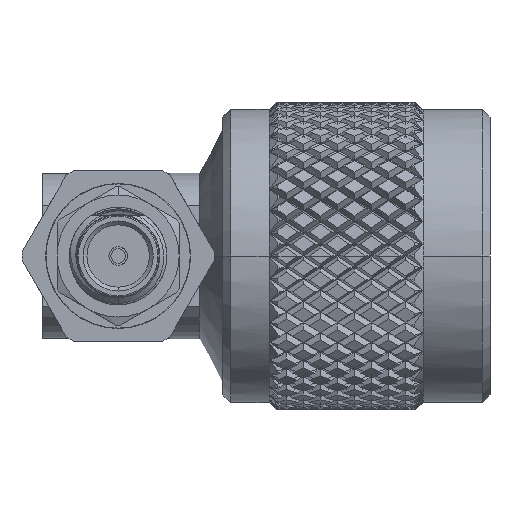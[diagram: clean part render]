
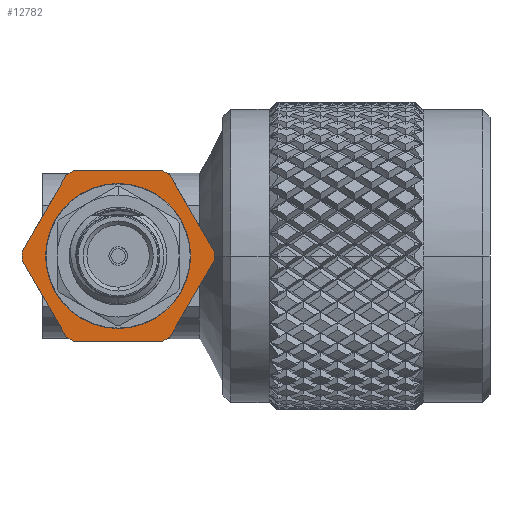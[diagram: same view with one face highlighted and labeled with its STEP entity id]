
A CAD part, left-side view. The second image highlights one B-rep face of the part: STEP entity #12782.
In plain terms, the highlighted face is planar.
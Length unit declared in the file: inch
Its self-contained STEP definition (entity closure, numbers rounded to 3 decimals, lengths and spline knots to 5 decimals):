
#212 = DIRECTION ( 'NONE',  ( 1., 0., 0. ) ) ;
#1265 = CARTESIAN_POINT ( 'NONE',  ( 0.20805, 0.13247, 0. ) ) ;
#1756 = DIRECTION ( 'NONE',  ( 0., 0., 1. ) ) ;
#2614 = ORIENTED_EDGE ( 'NONE', *, *, #15241, .T. ) ;
#2660 = CIRCLE ( 'NONE', #42068, 0.24665 ) ;
#3518 = CARTESIAN_POINT ( 'NONE',  ( -0.0107, 0.24642, 0. ) ) ;
#3897 = AXIS2_PLACEMENT_3D ( 'NONE', #105073, #99251, #212 ) ;
#4198 = VERTEX_POINT ( 'NONE', #38904 ) ;
#4272 = CARTESIAN_POINT ( 'NONE',  ( 0.21875, 0.11394, 0. ) ) ;
#4576 = DIRECTION ( 'NONE',  ( 0., 1., 0. ) ) ;
#4639 = VERTEX_POINT ( 'NONE', #3518 ) ;
#5371 = CARTESIAN_POINT ( 'NONE',  ( 0.21875, -0.1263, 0. ) ) ;
#5758 = ORIENTED_EDGE ( 'NONE', *, *, #62172, .T. ) ;
#6363 = LINE ( 'NONE', #82828, #99821 ) ;
#6767 = ORIENTED_EDGE ( 'NONE', *, *, #38576, .T. ) ;
#9405 = EDGE_CURVE ( 'NONE', #4198, #51343, #59151, .T. ) ;
#11158 = DIRECTION ( 'NONE',  ( 1., 0., 0. ) ) ;
#12782 = ADVANCED_FACE ( 'NONE', ( #46126, #94849 ), #107978, .T. ) ;
#13953 = VERTEX_POINT ( 'NONE', #1265 ) ;
#14433 = CIRCLE ( 'NONE', #3897, 0.186 ) ;
#14995 = DIRECTION ( 'NONE',  ( 1., 0., 0. ) ) ;
#15241 = EDGE_CURVE ( 'NONE', #58673, #24626, #17444, .T. ) ;
#15921 = VERTEX_POINT ( 'NONE', #27774 ) ;
#16842 = CARTESIAN_POINT ( 'NONE',  ( 0.20805, -0.13247, 0. ) ) ;
#17444 = LINE ( 'NONE', #85031, #54983 ) ;
#17694 = CIRCLE ( 'NONE', #62374, 0.24665 ) ;
#18105 = DIRECTION ( 'NONE',  ( 0.866, 0.5, 0. ) ) ;
#18721 = LINE ( 'NONE', #111332, #38336 ) ;
#19263 = CARTESIAN_POINT ( 'NONE',  ( 0., -0.25259, 0. ) ) ;
#19531 = DIRECTION ( 'NONE',  ( 1., 0., 0. ) ) ;
#19616 = CIRCLE ( 'NONE', #53601, 0.24665 ) ;
#22459 = ORIENTED_EDGE ( 'NONE', *, *, #25381, .T. ) ;
#22633 = DIRECTION ( 'NONE',  ( 1., 0., 0. ) ) ;
#24626 = VERTEX_POINT ( 'NONE', #74489 ) ;
#25353 = DIRECTION ( 'NONE',  ( 1., 0., 0. ) ) ;
#25381 = EDGE_CURVE ( 'NONE', #90232, #4639, #51428, .T. ) ;
#26668 = EDGE_CURVE ( 'NONE', #73064, #15921, #33089, .T. ) ;
#27774 = CARTESIAN_POINT ( 'NONE',  ( 0.186, 0., 0. ) ) ;
#29302 = LINE ( 'NONE', #93078, #37688 ) ;
#29358 = CARTESIAN_POINT ( 'NONE',  ( -0.21875, 0.11394, 0. ) ) ;
#29458 = DIRECTION ( 'NONE',  ( 1., 0., 0. ) ) ;
#33089 = CIRCLE ( 'NONE', #115697, 0.186 ) ;
#34218 = VERTEX_POINT ( 'NONE', #29358 ) ;
#34770 = EDGE_CURVE ( 'NONE', #13953, #90232, #29302, .T. ) ;
#35487 = VECTOR ( 'NONE', #18105, 39.37008 ) ;
#36002 = ORIENTED_EDGE ( 'NONE', *, *, #26668, .F. ) ;
#37523 = CARTESIAN_POINT ( 'NONE',  ( -0.21875, -0.11394, 0. ) ) ;
#37688 = VECTOR ( 'NONE', #112911, 39.37008 ) ;
#38336 = VECTOR ( 'NONE', #48258, 39.37008 ) ;
#38576 = EDGE_CURVE ( 'NONE', #24626, #4198, #19616, .T. ) ;
#38904 = CARTESIAN_POINT ( 'NONE',  ( 0.0107, -0.24642, 0. ) ) ;
#40444 = VERTEX_POINT ( 'NONE', #37523 ) ;
#40832 = EDGE_CURVE ( 'NONE', #51343, #55587, #76593, .T. ) ;
#41189 = CARTESIAN_POINT ( 'NONE',  ( 0., 0., 0. ) ) ;
#42068 = AXIS2_PLACEMENT_3D ( 'NONE', #73803, #109714, #29458 ) ;
#44339 = AXIS2_PLACEMENT_3D ( 'NONE', #55215, #1756, #11158 ) ;
#46126 = FACE_BOUND ( 'NONE', #100008, .T. ) ;
#46851 = CARTESIAN_POINT ( 'NONE',  ( 0., 0., 0. ) ) ;
#48139 = EDGE_CURVE ( 'NONE', #55587, #80132, #81239, .T. ) ;
#48258 = DIRECTION ( 'NONE',  ( 0., -1., 0. ) ) ;
#48278 = CARTESIAN_POINT ( 'NONE',  ( 0.0107, 0.24642, 0. ) ) ;
#48461 = CARTESIAN_POINT ( 'NONE',  ( 0., 0., 0. ) ) ;
#49391 = ORIENTED_EDGE ( 'NONE', *, *, #101667, .F. ) ;
#50566 = CARTESIAN_POINT ( 'NONE',  ( 0., 0., 0. ) ) ;
#50680 = VECTOR ( 'NONE', #4576, 39.37008 ) ;
#51343 = VERTEX_POINT ( 'NONE', #16842 ) ;
#51428 = CIRCLE ( 'NONE', #76768, 0.24665 ) ;
#53582 = ORIENTED_EDGE ( 'NONE', *, *, #108938, .T. ) ;
#53601 = AXIS2_PLACEMENT_3D ( 'NONE', #50566, #68439, #113637 ) ;
#54571 = DIRECTION ( 'NONE',  ( 0., 0., 1. ) ) ;
#54983 = VECTOR ( 'NONE', #101031, 39.37008 ) ;
#55215 = CARTESIAN_POINT ( 'NONE',  ( 0., 0., 0. ) ) ;
#55587 = VERTEX_POINT ( 'NONE', #61603 ) ;
#56672 = ORIENTED_EDGE ( 'NONE', *, *, #40832, .T. ) ;
#57160 = ORIENTED_EDGE ( 'NONE', *, *, #9405, .T. ) ;
#58653 = DIRECTION ( 'NONE',  ( 0., 0., 1. ) ) ;
#58673 = VERTEX_POINT ( 'NONE', #107641 ) ;
#59151 = LINE ( 'NONE', #19263, #35487 ) ;
#59437 = CARTESIAN_POINT ( 'NONE',  ( -0.186, 0., 0. ) ) ;
#61603 = CARTESIAN_POINT ( 'NONE',  ( 0.21875, -0.11394, 0. ) ) ;
#62172 = EDGE_CURVE ( 'NONE', #4639, #96571, #6363, .T. ) ;
#62374 = AXIS2_PLACEMENT_3D ( 'NONE', #48461, #67072, #22633 ) ;
#65402 = ORIENTED_EDGE ( 'NONE', *, *, #111231, .T. ) ;
#67072 = DIRECTION ( 'NONE',  ( 0., 0., 1. ) ) ;
#68439 = DIRECTION ( 'NONE',  ( 0., 0., 1. ) ) ;
#69779 = EDGE_CURVE ( 'NONE', #80132, #13953, #2660, .T. ) ;
#72418 = ORIENTED_EDGE ( 'NONE', *, *, #34770, .T. ) ;
#73064 = VERTEX_POINT ( 'NONE', #59437 ) ;
#73803 = CARTESIAN_POINT ( 'NONE',  ( 0., 0., 0. ) ) ;
#74489 = CARTESIAN_POINT ( 'NONE',  ( -0.0107, -0.24642, 0. ) ) ;
#76593 = CIRCLE ( 'NONE', #44339, 0.24665 ) ;
#76768 = AXIS2_PLACEMENT_3D ( 'NONE', #41189, #103467, #25353 ) ;
#80132 = VERTEX_POINT ( 'NONE', #4272 ) ;
#81239 = LINE ( 'NONE', #5371, #50680 ) ;
#81525 = ORIENTED_EDGE ( 'NONE', *, *, #105553, .T. ) ;
#82065 = DIRECTION ( 'NONE',  ( -0.866, -0.5, 0. ) ) ;
#82828 = CARTESIAN_POINT ( 'NONE',  ( 0., 0.25259, 0. ) ) ;
#84827 = CARTESIAN_POINT ( 'NONE',  ( 0., 0., 0. ) ) ;
#85031 = CARTESIAN_POINT ( 'NONE',  ( -0.21875, -0.1263, 0. ) ) ;
#90232 = VERTEX_POINT ( 'NONE', #48278 ) ;
#93024 = AXIS2_PLACEMENT_3D ( 'NONE', #46851, #54571, #19531 ) ;
#93078 = CARTESIAN_POINT ( 'NONE',  ( 0.21875, 0.1263, 0. ) ) ;
#94849 = FACE_OUTER_BOUND ( 'NONE', #113719, .T. ) ;
#94998 = DIRECTION ( 'NONE',  ( 0., 0., 1. ) ) ;
#96447 = ORIENTED_EDGE ( 'NONE', *, *, #69779, .T. ) ;
#96571 = VERTEX_POINT ( 'NONE', #104237 ) ;
#97635 = CIRCLE ( 'NONE', #106808, 0.24665 ) ;
#99251 = DIRECTION ( 'NONE',  ( 0., 0., 1. ) ) ;
#99821 = VECTOR ( 'NONE', #82065, 39.37008 ) ;
#100008 = EDGE_LOOP ( 'NONE', ( #49391, #36002 ) ) ;
#101031 = DIRECTION ( 'NONE',  ( 0.866, -0.5, 0. ) ) ;
#101667 = EDGE_CURVE ( 'NONE', #15921, #73064, #14433, .T. ) ;
#103102 = CARTESIAN_POINT ( 'NONE',  ( 0., 0., 0. ) ) ;
#103467 = DIRECTION ( 'NONE',  ( 0., 0., 1. ) ) ;
#104237 = CARTESIAN_POINT ( 'NONE',  ( -0.20805, 0.13247, 0. ) ) ;
#105073 = CARTESIAN_POINT ( 'NONE',  ( 0., 0., 0. ) ) ;
#105553 = EDGE_CURVE ( 'NONE', #96571, #34218, #97635, .T. ) ;
#106808 = AXIS2_PLACEMENT_3D ( 'NONE', #103102, #58653, #14995 ) ;
#107641 = CARTESIAN_POINT ( 'NONE',  ( -0.20805, -0.13247, 0. ) ) ;
#107978 = PLANE ( 'NONE',  #93024 ) ;
#108938 = EDGE_CURVE ( 'NONE', #40444, #58673, #17694, .T. ) ;
#109714 = DIRECTION ( 'NONE',  ( 0., 0., 1. ) ) ;
#110120 = ORIENTED_EDGE ( 'NONE', *, *, #48139, .T. ) ;
#111231 = EDGE_CURVE ( 'NONE', #34218, #40444, #18721, .T. ) ;
#111332 = CARTESIAN_POINT ( 'NONE',  ( -0.21875, 0.1263, 0. ) ) ;
#112519 = DIRECTION ( 'NONE',  ( 1., 0., 0. ) ) ;
#112911 = DIRECTION ( 'NONE',  ( -0.866, 0.5, 0. ) ) ;
#113637 = DIRECTION ( 'NONE',  ( 1., 0., 0. ) ) ;
#113719 = EDGE_LOOP ( 'NONE', ( #72418, #22459, #5758, #81525, #65402, #53582, #2614, #6767, #57160, #56672, #110120, #96447 ) ) ;
#115697 = AXIS2_PLACEMENT_3D ( 'NONE', #84827, #94998, #112519 ) ;
